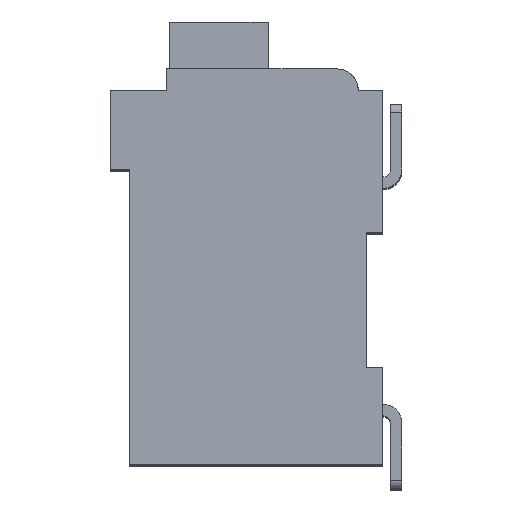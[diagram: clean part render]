
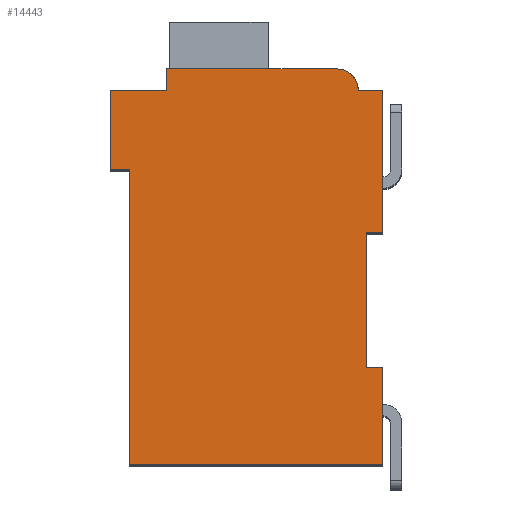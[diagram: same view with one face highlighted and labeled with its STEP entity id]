
A CAD part, top view. The second image highlights one B-rep face of the part: STEP entity #14443.
In plain terms, the highlighted planar face has unit normal (0, 0, 1).
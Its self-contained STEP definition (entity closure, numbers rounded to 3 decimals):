
#4520=DIRECTION('',(1.,0.,0.));
#4521=VECTOR('',#4520,0.5);
#4522=CARTESIAN_POINT('',(7.3,7.15,2.1));
#4523=LINE('',#4522,#4521);
#4524=DIRECTION('',(0.,1.,0.));
#4525=VECTOR('',#4524,4.15);
#4526=CARTESIAN_POINT('',(7.3,3.,2.1));
#4527=LINE('',#4526,#4525);
#4528=DIRECTION('',(-1.,0.,0.));
#4529=VECTOR('',#4528,0.5);
#4530=CARTESIAN_POINT('',(7.8,3.,2.1));
#4531=LINE('',#4530,#4529);
#4532=DIRECTION('',(0.,1.,0.));
#4533=VECTOR('',#4532,3.);
#4534=CARTESIAN_POINT('',(7.8,0.,2.1));
#4535=LINE('',#4534,#4533);
#4536=DIRECTION('',(1.,0.,0.));
#4537=VECTOR('',#4536,7.8);
#4538=CARTESIAN_POINT('',(0.,0.,2.1));
#4539=LINE('',#4538,#4537);
#4540=DIRECTION('',(0.,-1.,0.));
#4541=VECTOR('',#4540,9.1);
#4542=CARTESIAN_POINT('',(0.,9.1,2.1));
#4543=LINE('',#4542,#4541);
#4544=DIRECTION('',(1.,0.,0.));
#4545=VECTOR('',#4544,0.6);
#4546=CARTESIAN_POINT('',(-0.6,9.1,2.1));
#4547=LINE('',#4546,#4545);
#4548=DIRECTION('',(0.,-1.,0.));
#4549=VECTOR('',#4548,2.45);
#4550=CARTESIAN_POINT('',(-0.6,11.55,2.1));
#4551=LINE('',#4550,#4549);
#4552=DIRECTION('',(-1.,0.,0.));
#4553=VECTOR('',#4552,1.75);
#4554=CARTESIAN_POINT('',(1.15,11.55,2.1));
#4555=LINE('',#4554,#4553);
#4556=DIRECTION('',(0.,-1.,0.));
#4557=VECTOR('',#4556,0.65);
#4558=CARTESIAN_POINT('',(1.15,12.2,2.1));
#4559=LINE('',#4558,#4557);
#4560=DIRECTION('',(-1.,0.,0.));
#4561=VECTOR('',#4560,5.25);
#4562=CARTESIAN_POINT('',(6.4,12.2,2.1));
#4563=LINE('',#4562,#4561);
#4564=CARTESIAN_POINT('',(6.4,11.55,2.1));
#4565=DIRECTION('',(0.,0.,1.));
#4566=DIRECTION('',(1.,0.,0.));
#4567=AXIS2_PLACEMENT_3D('',#4564,#4565,#4566);
#4569=DIRECTION('',(-1.,0.,0.));
#4570=VECTOR('',#4569,0.75);
#4571=CARTESIAN_POINT('',(7.8,11.55,2.1));
#4572=LINE('',#4571,#4570);
#4573=DIRECTION('',(0.,1.,0.));
#4574=VECTOR('',#4573,4.4);
#4575=CARTESIAN_POINT('',(7.8,7.15,2.1));
#4576=LINE('',#4575,#4574);
#6955=CARTESIAN_POINT('',(7.3,7.15,2.1));
#6956=CARTESIAN_POINT('',(7.8,7.15,2.1));
#6957=VERTEX_POINT('',#6955);
#6958=VERTEX_POINT('',#6956);
#6959=CARTESIAN_POINT('',(7.8,11.55,2.1));
#6960=VERTEX_POINT('',#6959);
#6961=CARTESIAN_POINT('',(7.05,11.55,2.1));
#6962=VERTEX_POINT('',#6961);
#6963=CARTESIAN_POINT('',(6.4,12.2,2.1));
#6964=VERTEX_POINT('',#6963);
#6965=CARTESIAN_POINT('',(1.15,12.2,2.1));
#6966=VERTEX_POINT('',#6965);
#6967=CARTESIAN_POINT('',(1.15,11.55,2.1));
#6968=VERTEX_POINT('',#6967);
#6969=CARTESIAN_POINT('',(-0.6,11.55,2.1));
#6970=VERTEX_POINT('',#6969);
#6971=CARTESIAN_POINT('',(-0.6,9.1,2.1));
#6972=VERTEX_POINT('',#6971);
#6973=CARTESIAN_POINT('',(0.,9.1,2.1));
#6974=VERTEX_POINT('',#6973);
#6975=CARTESIAN_POINT('',(0.,0.,2.1));
#6976=VERTEX_POINT('',#6975);
#6977=CARTESIAN_POINT('',(7.8,0.,2.1));
#6978=VERTEX_POINT('',#6977);
#6979=CARTESIAN_POINT('',(7.8,3.,2.1));
#6980=VERTEX_POINT('',#6979);
#6981=CARTESIAN_POINT('',(7.3,3.,2.1));
#6982=VERTEX_POINT('',#6981);
#14422=CARTESIAN_POINT('',(0.,0.,2.1));
#14423=DIRECTION('',(0.,0.,1.));
#14424=DIRECTION('',(1.,0.,0.));
#14425=AXIS2_PLACEMENT_3D('',#14422,#14423,#14424);
#14426=PLANE('',#14425);
#14427=ORIENTED_EDGE('',*,*,#9136,.F.);
#14428=ORIENTED_EDGE('',*,*,#9524,.F.);
#14429=ORIENTED_EDGE('',*,*,#11966,.F.);
#14430=ORIENTED_EDGE('',*,*,#12141,.F.);
#14431=ORIENTED_EDGE('',*,*,#12352,.F.);
#14432=ORIENTED_EDGE('',*,*,#12641,.F.);
#14433=ORIENTED_EDGE('',*,*,#12794,.F.);
#14434=ORIENTED_EDGE('',*,*,#12923,.F.);
#14435=ORIENTED_EDGE('',*,*,#13115,.F.);
#14436=ORIENTED_EDGE('',*,*,#13502,.F.);
#14437=ORIENTED_EDGE('',*,*,#13798,.F.);
#14438=ORIENTED_EDGE('',*,*,#13166,.F.);
#14439=ORIENTED_EDGE('',*,*,#13383,.F.);
#14440=ORIENTED_EDGE('',*,*,#9419,.F.);
#14441=EDGE_LOOP('',(#14427,#14428,#14429,#14430,#14431,#14432,#14433,#14434,
#14435,#14436,#14437,#14438,#14439,#14440));
#14442=FACE_OUTER_BOUND('',#14441,.F.);
#4568=CIRCLE('',#4567,0.65);
#9136=EDGE_CURVE('',#6957,#6958,#4523,.T.);
#9419=EDGE_CURVE('',#6958,#6960,#4576,.T.);
#9524=EDGE_CURVE('',#6982,#6957,#4527,.T.);
#11966=EDGE_CURVE('',#6980,#6982,#4531,.T.);
#12141=EDGE_CURVE('',#6978,#6980,#4535,.T.);
#12352=EDGE_CURVE('',#6976,#6978,#4539,.T.);
#12641=EDGE_CURVE('',#6974,#6976,#4543,.T.);
#12794=EDGE_CURVE('',#6972,#6974,#4547,.T.);
#12923=EDGE_CURVE('',#6970,#6972,#4551,.T.);
#13115=EDGE_CURVE('',#6968,#6970,#4555,.T.);
#13166=EDGE_CURVE('',#6962,#6964,#4568,.T.);
#13383=EDGE_CURVE('',#6960,#6962,#4572,.T.);
#13502=EDGE_CURVE('',#6966,#6968,#4559,.T.);
#13798=EDGE_CURVE('',#6964,#6966,#4563,.T.);
#14443=ADVANCED_FACE('',(#14442),#14426,.T.);
